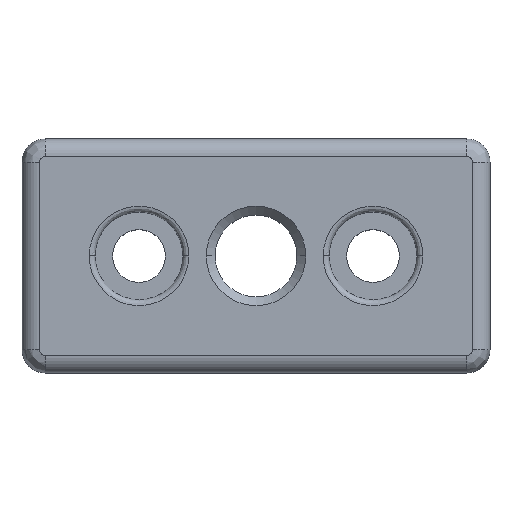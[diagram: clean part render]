
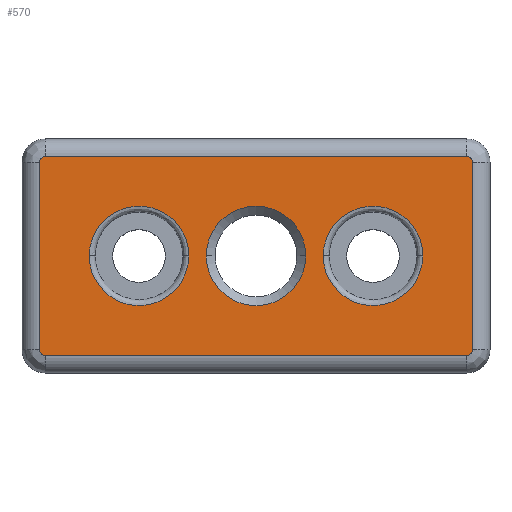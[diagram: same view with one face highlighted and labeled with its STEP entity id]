
A CAD part, top view. The second image highlights one B-rep face of the part: STEP entity #570.
In plain terms, the highlighted planar face has unit normal (0, 0, 1).
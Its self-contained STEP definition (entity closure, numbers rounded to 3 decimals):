
#570=ADVANCED_FACE('NONE',(#1202,#1203,#1204,#1205),#1206,.F.);
#1202=FACE_OUTER_BOUND('',#3039,.T.);
#1203=FACE_BOUND('',#3040,.T.);
#1204=FACE_BOUND('',#3041,.T.);
#1205=FACE_BOUND('',#3042,.T.);
#1206=PLANE('',#3043);
#3039=EDGE_LOOP('',(#5391,#5392,#5393,#5394,#5395,#5396,#5397,#5398));
#3040=EDGE_LOOP('',(#5399,#5400));
#3041=EDGE_LOOP('',(#5401,#5402));
#3042=EDGE_LOOP('',(#5403,#5404));
#3043=AXIS2_PLACEMENT_3D('',#5405,#5406,#5407);
#5391=ORIENTED_EDGE('',*,*,#6131,.F.);
#5392=ORIENTED_EDGE('',*,*,#6134,.F.);
#5393=ORIENTED_EDGE('',*,*,#6137,.F.);
#5394=ORIENTED_EDGE('',*,*,#6140,.F.);
#5395=ORIENTED_EDGE('',*,*,#6142,.F.);
#5396=ORIENTED_EDGE('',*,*,#6121,.F.);
#5397=ORIENTED_EDGE('',*,*,#6125,.F.);
#5398=ORIENTED_EDGE('',*,*,#6128,.F.);
#5399=ORIENTED_EDGE('',*,*,#5818,.F.);
#5400=ORIENTED_EDGE('',*,*,#6394,.F.);
#5401=ORIENTED_EDGE('',*,*,#5813,.F.);
#5402=ORIENTED_EDGE('',*,*,#6395,.F.);
#5403=ORIENTED_EDGE('',*,*,#6396,.F.);
#5404=ORIENTED_EDGE('',*,*,#5851,.F.);
#5405=CARTESIAN_POINT('',(40.0,-20.0,16.0));
#5406=DIRECTION('',(0.0,0.0,-1.0));
#5407=DIRECTION('',(0.0,-1.0,0.0));
#5813=EDGE_CURVE('NONE',#6614,#6615,#6616,.T.);
#5818=EDGE_CURVE('NONE',#6623,#6624,#6625,.T.);
#5851=EDGE_CURVE('NONE',#6677,#6679,#6680,.T.);
#6121=EDGE_CURVE('NONE',#7106,#7108,#7109,.T.);
#6125=EDGE_CURVE('NONE',#7112,#7106,#7114,.T.);
#6128=EDGE_CURVE('NONE',#7116,#7112,#7118,.T.);
#6131=EDGE_CURVE('NONE',#7120,#7116,#7122,.T.);
#6134=EDGE_CURVE('NONE',#7124,#7120,#7126,.T.);
#6137=EDGE_CURVE('NONE',#7128,#7124,#7130,.T.);
#6140=EDGE_CURVE('NONE',#7132,#7128,#7134,.T.);
#6142=EDGE_CURVE('NONE',#7108,#7132,#7136,.T.);
#6394=EDGE_CURVE('NONE',#6624,#6623,#7433,.T.);
#6395=EDGE_CURVE('NONE',#6615,#6614,#7434,.T.);
#6396=EDGE_CURVE('NONE',#6679,#6677,#7435,.T.);
#6614=VERTEX_POINT('NONE',#7733);
#6615=VERTEX_POINT('NONE',#7734);
#6616=(B_SPLINE_CURVE(3,(#7736,#7737,#7738,#7739),.UNSPECIFIED.,.F.,.F.)B_SPLINE_CURVE_WITH_KNOTS((4,4),(0.0,1.0),.UNSPECIFIED.)RATIONAL_B_SPLINE_CURVE((1.0,0.333,0.333,1.0))BOUNDED_CURVE()REPRESENTATION_ITEM('')GEOMETRIC_REPRESENTATION_ITEM()CURVE());
#6623=VERTEX_POINT('NONE',#7752);
#6624=VERTEX_POINT('NONE',#7753);
#6625=(B_SPLINE_CURVE(3,(#7755,#7756,#7757,#7758),.UNSPECIFIED.,.F.,.F.)B_SPLINE_CURVE_WITH_KNOTS((4,4),(0.0,1.0),.UNSPECIFIED.)RATIONAL_B_SPLINE_CURVE((1.0,0.333,0.333,1.0))BOUNDED_CURVE()REPRESENTATION_ITEM('')GEOMETRIC_REPRESENTATION_ITEM()CURVE());
#6677=VERTEX_POINT('NONE',#7828);
#6679=VERTEX_POINT('NONE',#7831);
#6680=CIRCLE('',#7832,8.5);
#7106=VERTEX_POINT('NONE',#8771);
#7108=VERTEX_POINT('NONE',#8773);
#7109=(B_SPLINE_CURVE(3,(#8775,#8776,#8777,#8778),.UNSPECIFIED.,.F.,.F.)B_SPLINE_CURVE_WITH_KNOTS((4,4),(0.0,1.0),.UNSPECIFIED.)RATIONAL_B_SPLINE_CURVE((1.0,0.805,0.805,1.0))BOUNDED_CURVE()REPRESENTATION_ITEM('')GEOMETRIC_REPRESENTATION_ITEM()CURVE());
#7112=VERTEX_POINT('NONE',#8787);
#7114=LINE('',#8789,#8790);
#7116=VERTEX_POINT('NONE',#8792);
#7118=(B_SPLINE_CURVE(3,(#8795,#8796,#8797,#8798),.UNSPECIFIED.,.F.,.F.)B_SPLINE_CURVE_WITH_KNOTS((4,4),(0.0,1.0),.UNSPECIFIED.)RATIONAL_B_SPLINE_CURVE((1.0,0.805,0.805,1.0))BOUNDED_CURVE()REPRESENTATION_ITEM('')GEOMETRIC_REPRESENTATION_ITEM()CURVE());
#7120=VERTEX_POINT('NONE',#8806);
#7122=LINE('',#8808,#8809);
#7124=VERTEX_POINT('NONE',#8811);
#7126=(B_SPLINE_CURVE(3,(#8814,#8815,#8816,#8817),.UNSPECIFIED.,.F.,.F.)B_SPLINE_CURVE_WITH_KNOTS((4,4),(0.0,1.0),.UNSPECIFIED.)RATIONAL_B_SPLINE_CURVE((1.0,0.805,0.805,1.0))BOUNDED_CURVE()REPRESENTATION_ITEM('')GEOMETRIC_REPRESENTATION_ITEM()CURVE());
#7128=VERTEX_POINT('NONE',#8825);
#7130=LINE('',#8827,#8828);
#7132=VERTEX_POINT('NONE',#8830);
#7134=(B_SPLINE_CURVE(3,(#8833,#8834,#8835,#8836),.UNSPECIFIED.,.F.,.F.)B_SPLINE_CURVE_WITH_KNOTS((4,4),(0.0,1.0),.UNSPECIFIED.)RATIONAL_B_SPLINE_CURVE((1.0,0.805,0.805,1.0))BOUNDED_CURVE()REPRESENTATION_ITEM('')GEOMETRIC_REPRESENTATION_ITEM()CURVE());
#7136=LINE('',#8844,#8845);
#7433=(B_SPLINE_CURVE(3,(#9684,#9685,#9686,#9687),.UNSPECIFIED.,.F.,.F.)B_SPLINE_CURVE_WITH_KNOTS((4,4),(0.0,1.0),.UNSPECIFIED.)RATIONAL_B_SPLINE_CURVE((1.0,0.333,0.333,1.0))BOUNDED_CURVE()REPRESENTATION_ITEM('')GEOMETRIC_REPRESENTATION_ITEM()CURVE());
#7434=(B_SPLINE_CURVE(3,(#9695,#9696,#9697,#9698),.UNSPECIFIED.,.F.,.F.)B_SPLINE_CURVE_WITH_KNOTS((4,4),(0.0,1.0),.UNSPECIFIED.)RATIONAL_B_SPLINE_CURVE((1.0,0.333,0.333,1.0))BOUNDED_CURVE()REPRESENTATION_ITEM('')GEOMETRIC_REPRESENTATION_ITEM()CURVE());
#7435=CIRCLE('',#9705,8.5);
#7733=CARTESIAN_POINT('',(-28.5,0.0,16.0));
#7734=CARTESIAN_POINT('',(-11.5,0.,16.0));
#7736=CARTESIAN_POINT('',(-28.5,0.0,16.0));
#7737=CARTESIAN_POINT('',(-28.5,-17.0,16.0));
#7738=CARTESIAN_POINT('',(-11.5,-17.0,16.0));
#7739=CARTESIAN_POINT('',(-11.5,0.,16.0));
#7752=CARTESIAN_POINT('',(11.5,0.0,16.0));
#7753=CARTESIAN_POINT('',(28.5,0.,16.0));
#7755=CARTESIAN_POINT('',(11.5,0.0,16.0));
#7756=CARTESIAN_POINT('',(11.5,-17.0,16.0));
#7757=CARTESIAN_POINT('',(28.5,-17.0,16.0));
#7758=CARTESIAN_POINT('',(28.5,0.,16.0));
#7828=CARTESIAN_POINT('',(-8.5,0.,16.));
#7831=CARTESIAN_POINT('',(8.5,0.0,16.));
#7832=AXIS2_PLACEMENT_3D('',#10026,#10027,#10028);
#8771=CARTESIAN_POINT('',(-36.0,-17.0,16.0));
#8773=CARTESIAN_POINT('',(-37.0,-16.0,16.0));
#8775=CARTESIAN_POINT('',(-36.0,-17.0,16.0));
#8776=CARTESIAN_POINT('',(-36.586,-17.0,16.0));
#8777=CARTESIAN_POINT('',(-37.0,-16.586,16.0));
#8778=CARTESIAN_POINT('',(-37.0,-16.0,16.0));
#8787=CARTESIAN_POINT('',(36.0,-17.0,16.0));
#8789=CARTESIAN_POINT('',(40.0,-17.0,16.0));
#8790=VECTOR('',#10260,1000.0);
#8792=CARTESIAN_POINT('',(37.0,-16.0,16.0));
#8795=CARTESIAN_POINT('',(37.0,-16.0,16.0));
#8796=CARTESIAN_POINT('',(37.0,-16.586,16.0));
#8797=CARTESIAN_POINT('',(36.586,-17.0,16.0));
#8798=CARTESIAN_POINT('',(36.0,-17.0,16.0));
#8806=CARTESIAN_POINT('',(37.0,16.0,16.0));
#8808=CARTESIAN_POINT('',(37.0,-20.0,16.0));
#8809=VECTOR('',#10267,1000.0);
#8811=CARTESIAN_POINT('',(36.0,17.0,16.0));
#8814=CARTESIAN_POINT('',(36.0,17.0,16.0));
#8815=CARTESIAN_POINT('',(36.586,17.0,16.0));
#8816=CARTESIAN_POINT('',(37.0,16.586,16.0));
#8817=CARTESIAN_POINT('',(37.0,16.0,16.0));
#8825=CARTESIAN_POINT('',(-36.0,17.0,16.0));
#8827=CARTESIAN_POINT('',(40.0,17.0,16.0));
#8828=VECTOR('',#10274,1000.0);
#8830=CARTESIAN_POINT('',(-37.0,16.0,16.0));
#8833=CARTESIAN_POINT('',(-37.0,16.0,16.0));
#8834=CARTESIAN_POINT('',(-37.0,16.586,16.0));
#8835=CARTESIAN_POINT('',(-36.586,17.0,16.0));
#8836=CARTESIAN_POINT('',(-36.0,17.0,16.0));
#8844=CARTESIAN_POINT('',(-37.0,-20.0,16.0));
#8845=VECTOR('',#10278,1000.0);
#9684=CARTESIAN_POINT('',(28.5,0.,16.0));
#9685=CARTESIAN_POINT('',(28.5,17.0,16.0));
#9686=CARTESIAN_POINT('',(11.5,17.0,16.0));
#9687=CARTESIAN_POINT('',(11.5,0.0,16.0));
#9695=CARTESIAN_POINT('',(-11.5,0.,16.0));
#9696=CARTESIAN_POINT('',(-11.5,17.0,16.0));
#9697=CARTESIAN_POINT('',(-28.5,17.0,16.0));
#9698=CARTESIAN_POINT('',(-28.5,0.0,16.0));
#9705=AXIS2_PLACEMENT_3D('',#10590,#10591,#10592);
#10026=CARTESIAN_POINT('',(0.0,0.0,16.));
#10027=DIRECTION('',(0.0,-0.0,1.0));
#10028=DIRECTION('',(1.0,0.0,0.0));
#10260=DIRECTION('',(-1.0,-0.0,-0.0));
#10267=DIRECTION('',(-0.0,-1.0,-0.0));
#10274=DIRECTION('',(1.0,-0.0,-0.0));
#10278=DIRECTION('',(-0.0,1.0,-0.0));
#10590=CARTESIAN_POINT('',(0.0,0.0,16.));
#10591=DIRECTION('',(0.0,-0.0,1.0));
#10592=DIRECTION('',(1.0,0.0,0.0));
